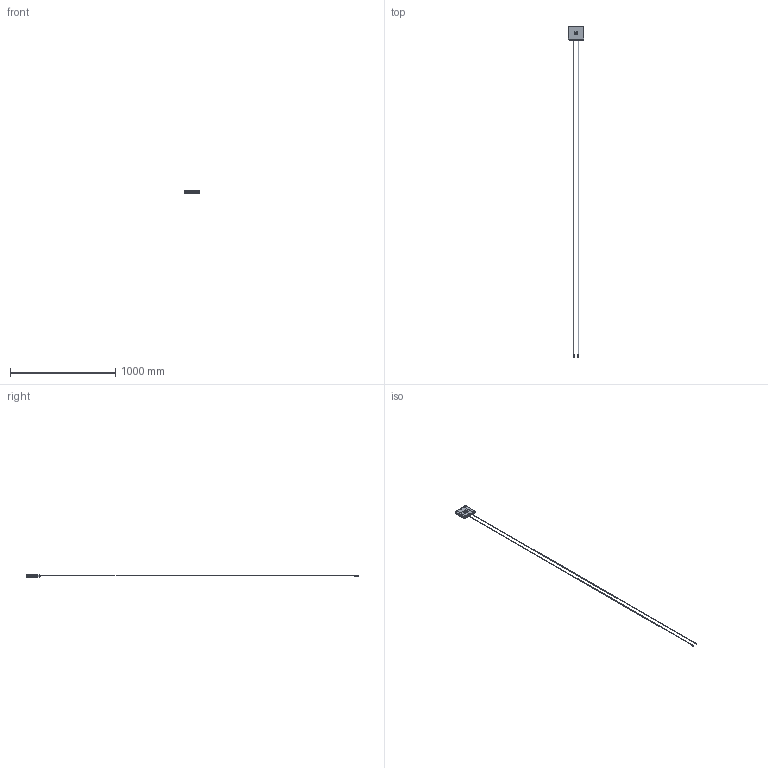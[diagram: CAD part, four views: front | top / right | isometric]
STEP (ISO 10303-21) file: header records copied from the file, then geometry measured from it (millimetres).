
FILE_DESCRIPTION (( 'STEP AP214' ), '1' );
FILE_NAME ('MA912.W.A.BI.001_web.STEP', '2022-03-14T15:32:12', ( '' ), ( '' ), 'SwSTEP 2.0', 'SolidWorks 2018', '' );
FILE_SCHEMA (( 'AUTOMOTIVE_DESIGN' ));
Length unit declared in the file: millimetre
Products named in the file (1): MA912.W.A.BI.001_web
Bounding box: 146.05 x 3149.45 x 20.11 mm (x, y, z)
Volume: 262219.2 mm3; surface area: 212056.3 mm2
Topology: 9 solids, 9 shells, 1238 faces, 3176 edges, 2030 vertices
Faces by surface type: plane 572, cone 253, bspline 167, cylinder 132, torus 114
Entity records: 60629 total; most frequent: CARTESIAN_POINT 17976, ORIENTED_EDGE 6352, DIRECTION 5551, EDGE_CURVE 3176, VERTEX_POINT 2030, AXIS2_PLACEMENT_3D 1991, LINE 1569, VECTOR 1569
